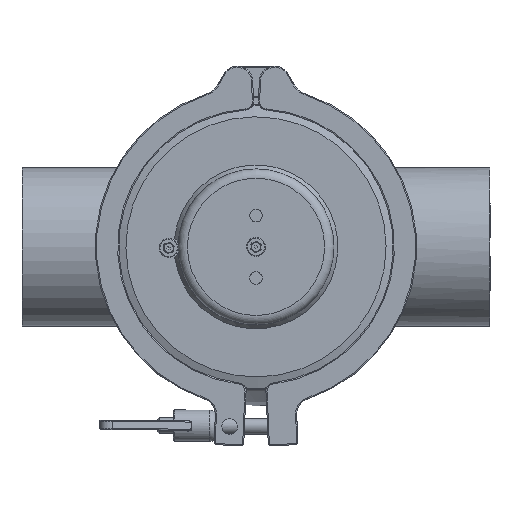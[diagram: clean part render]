
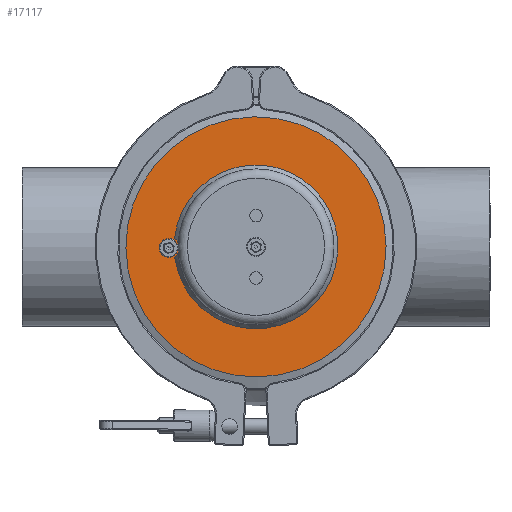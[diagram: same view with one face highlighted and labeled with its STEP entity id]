
A CAD part, front view. The second image highlights one B-rep face of the part: STEP entity #17117.
In plain terms, the highlighted planar face has unit normal (0, -1, 0).
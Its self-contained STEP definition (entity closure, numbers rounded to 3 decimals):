
#601=FACE_BOUND('',#3988,.T.);
#602=FACE_BOUND('',#3989,.T.);
#700=PLANE('',#18387);
#2967=FACE_OUTER_BOUND('',#3987,.T.);
#3987=EDGE_LOOP('',(#11278,#11279));
#3988=EDGE_LOOP('',(#11280,#11281));
#3989=EDGE_LOOP('',(#11282,#11283));
#5061=CIRCLE('',#18222,3.846);
#5062=CIRCLE('',#18223,3.846);
#5173=CIRCLE('',#18381,7.);
#5178=CIRCLE('',#18388,83.395);
#5179=CIRCLE('',#18389,83.395);
#5180=CIRCLE('',#18390,52.5);
#6491=VERTEX_POINT('',#26227);
#6492=VERTEX_POINT('',#26228);
#6599=VERTEX_POINT('',#26624);
#6601=VERTEX_POINT('',#26633);
#6605=VERTEX_POINT('',#26651);
#6606=VERTEX_POINT('',#26652);
#8180=EDGE_CURVE('',#6491,#6492,#5061,.T.);
#8181=EDGE_CURVE('',#6492,#6491,#5062,.T.);
#8331=EDGE_CURVE('',#6599,#6601,#5173,.T.);
#8337=EDGE_CURVE('',#6605,#6606,#5178,.T.);
#8338=EDGE_CURVE('',#6606,#6605,#5179,.T.);
#8339=EDGE_CURVE('',#6601,#6599,#5180,.T.);
#11278=ORIENTED_EDGE('',*,*,#8337,.F.);
#11279=ORIENTED_EDGE('',*,*,#8338,.F.);
#11280=ORIENTED_EDGE('',*,*,#8180,.T.);
#11281=ORIENTED_EDGE('',*,*,#8181,.T.);
#11282=ORIENTED_EDGE('',*,*,#8339,.T.);
#11283=ORIENTED_EDGE('',*,*,#8331,.T.);
#17117=ADVANCED_FACE('',(#2967,#601,#602),#700,.T.);
#18222=AXIS2_PLACEMENT_3D('',#26229,#20817,#20818);
#18223=AXIS2_PLACEMENT_3D('',#26230,#20819,#20820);
#18381=AXIS2_PLACEMENT_3D('',#26640,#21166,#21167);
#18387=AXIS2_PLACEMENT_3D('',#26650,#21179,#21180);
#18388=AXIS2_PLACEMENT_3D('',#26653,#21181,#21182);
#18389=AXIS2_PLACEMENT_3D('',#26654,#21183,#21184);
#18390=AXIS2_PLACEMENT_3D('',#26655,#21185,#21186);
#20817=DIRECTION('center_axis',(0.,1.,0.));
#20818=DIRECTION('ref_axis',(0.783,0.,-0.622));
#20819=DIRECTION('center_axis',(0.,1.,0.));
#20820=DIRECTION('ref_axis',(0.783,0.,-0.622));
#21166=DIRECTION('center_axis',(0.,-1.,0.));
#21167=DIRECTION('ref_axis',(-0.012,0.,
1.));
#21179=DIRECTION('center_axis',(0.,-1.,0.));
#21180=DIRECTION('ref_axis',(1.,0.,0.012));
#21181=DIRECTION('center_axis',(0.,1.,0.));
#21182=DIRECTION('ref_axis',(-0.012,0.,
1.));
#21183=DIRECTION('center_axis',(0.,1.,0.));
#21184=DIRECTION('ref_axis',(-0.012,0.,
1.));
#21185=DIRECTION('center_axis',(0.,1.,0.));
#21186=DIRECTION('ref_axis',(-0.012,0.,
1.));
#26227=CARTESIAN_POINT('',(-52.983,-74.8,-3.088));
#26228=CARTESIAN_POINT('',(-59.008,-74.8,1.695));
#26229=CARTESIAN_POINT('Origin',(-55.996,-74.8,-0.697));
#26230=CARTESIAN_POINT('Origin',(-55.996,-74.8,-0.697));
#26624=CARTESIAN_POINT('',(-52.095,-74.8,-6.509));
#26633=CARTESIAN_POINT('',(-52.241,-74.8,5.211));
#26640=CARTESIAN_POINT('Origin',(-55.996,-74.8,-0.697));
#26650=CARTESIAN_POINT('Origin',(-0.845,-74.8,67.942));
#26651=CARTESIAN_POINT('',(-1.037,-74.8,83.388));
#26652=CARTESIAN_POINT('',(1.037,-74.8,-83.388));
#26653=CARTESIAN_POINT('Origin',(0.,-74.8,0.));
#26654=CARTESIAN_POINT('Origin',(0.,-74.8,0.));
#26655=CARTESIAN_POINT('Origin',(0.,-74.8,0.));
